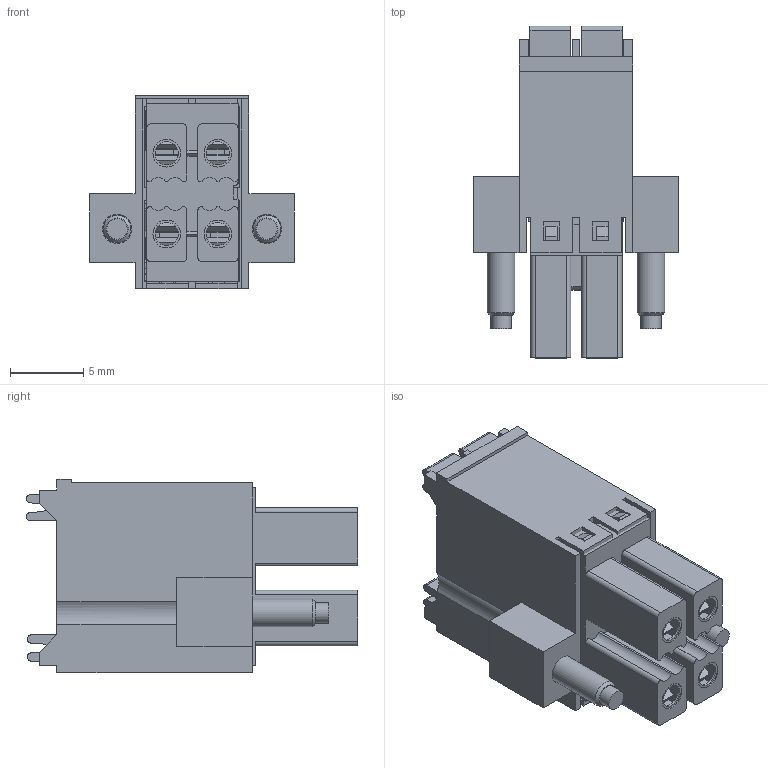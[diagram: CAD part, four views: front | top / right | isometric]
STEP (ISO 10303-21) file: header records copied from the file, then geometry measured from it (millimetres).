
FILE_DESCRIPTION(/* description */ ('Unknown'),/* implementation_level */ '2;1');
FILE_NAME(/* name */ '69137913004',/* time_stamp */ '2024-12-02T14:01:14+01:00',/* author */ ('Unknown'),/* organization */ ('Unknown'),/* preprocessor_version */ 'ST-DEVELOPER v19.4',/* originating_system */ 'Solid Edge',/* authorisation */ 'Unknown');
FILE_SCHEMA (('AUTOMOTIVE_DESIGN {1 0 10303 214 3 1 1}'));
Length unit declared in the file: millimetre
Products named in the file (8): 6913791300xx; 691379130004; 691379130004-2; 6913791300xx_Contact; 6913791300xx_Contact part 1; 6913791300xx_Contact part 2; 6913791300xx_Terminal Lever; 6913791300xx_Vis-Flange
Assembly tree (14 placements, depth 3):
  6913791300xx
    691379130004
    691379130004-2
    6913791300xx_Contact  x4
      6913791300xx_Contact part 1
      6913791300xx_Contact part 2
    6913791300xx_Terminal Lever  x4
    6913791300xx_Vis-Flange  x2
Bounding box: 14 x 22.7 x 13.25 mm (x, y, z)
Volume: 1177.4 mm3; surface area: 4320.1 mm2
Topology: 16 solids, 16 shells, 993 faces, 2801 edges, 1844 vertices
Faces by surface type: plane 694, cylinder 271, bspline 20, torus 6, cone 2
Full cylindrical faces by diameter (mm): 1.4 x2, 1.6 x4, 1.9 x6, 2 x2, 2.8 x2, 2.9 x2, 3 x4
Entity records: 16661 total; most frequent: CARTESIAN_POINT 3141, ORIENTED_EDGE 2804, DIRECTION 2629, EDGE_CURVE 1402, LINE 1155, VECTOR 1155, VERTEX_POINT 933, AXIS2_PLACEMENT_3D 737
